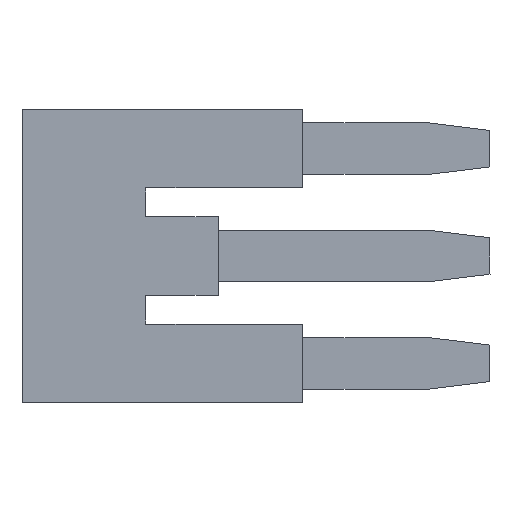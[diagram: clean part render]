
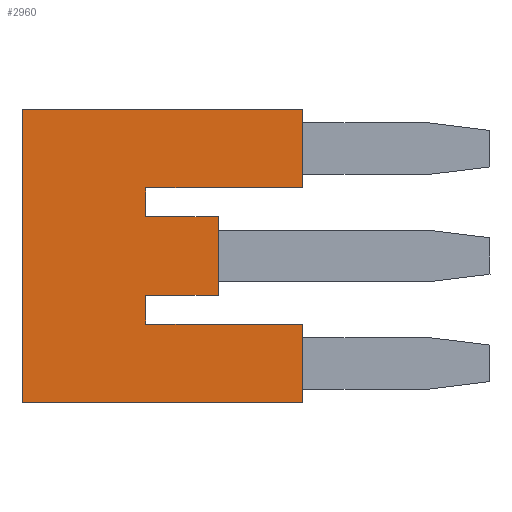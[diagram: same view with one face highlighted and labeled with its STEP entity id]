
A CAD part, left-side view. The second image highlights one B-rep face of the part: STEP entity #2960.
In plain terms, the highlighted planar face has unit normal (-1, 0, 0).
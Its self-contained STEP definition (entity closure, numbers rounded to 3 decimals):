
#120=CARTESIAN_POINT('',(2.607,-18.675,
49.36));
#130=VERTEX_POINT('',#120);
#160=CARTESIAN_POINT('',(2.607,-18.675,0.));
#170=DIRECTION('',(0.,0.,-1.));
#180=VECTOR('',#170,1.);
#190=LINE('',#160,#180);
#200=CARTESIAN_POINT('',(2.607,-18.675,
53.16));
#210=VERTEX_POINT('',#200);
#220=EDGE_CURVE('',#210,#130,#190,.T.);
#860=CARTESIAN_POINT('',(2.607,-22.775,
44.16));
#870=VERTEX_POINT('',#860);
#1020=CARTESIAN_POINT('',(2.607,-9.175,
44.16));
#1030=VERTEX_POINT('',#1020);
#1060=CARTESIAN_POINT('',(2.607,-12.305,44.16))
;
#1070=DIRECTION('',(0.,-1.,0.));
#1080=VECTOR('',#1070,1.);
#1090=LINE('',#1060,#1080);
#1100=EDGE_CURVE('',#1030,#870,#1090,.T.);
#1340=CARTESIAN_POINT('',(2.607,-15.175,
47.96));
#1350=VERTEX_POINT('',#1340);
#1380=CARTESIAN_POINT('',(2.607,-15.175,47.075))
;
#1390=DIRECTION('',(0.,0.,1.));
#1400=VECTOR('',#1390,1.);
#1410=LINE('',#1380,#1400);
#1420=CARTESIAN_POINT('',(2.607,-15.175,
49.36));
#1430=VERTEX_POINT('',#1420);
#1440=EDGE_CURVE('',#1350,#1430,#1410,.T.);
#1660=CARTESIAN_POINT('',(2.607,-22.775,
54.56));
#1670=VERTEX_POINT('',#1660);
#1700=CARTESIAN_POINT('',(2.607,-22.775,0.));
#1710=DIRECTION('',(0.,0.,-1.));
#1720=VECTOR('',#1710,1.);
#1730=LINE('',#1700,#1720);
#1740=CARTESIAN_POINT('',(2.607,-22.775,
58.36));
#1750=VERTEX_POINT('',#1740);
#1760=EDGE_CURVE('',#1750,#1670,#1730,.T.);
#2290=CARTESIAN_POINT('',(2.607,-10.116,
52.894));
#2300=DIRECTION('',(-1.,0.,0.));
#2310=DIRECTION('',(0.,-1.,0.));
#2320=AXIS2_PLACEMENT_3D('',#2290,#2300,#2310);
#2330=PLANE('',#2320);
#2340=CARTESIAN_POINT('',(2.607,-22.775,0.));
#2350=DIRECTION('',(0.,0.,-1.));
#2360=VECTOR('',#2350,1.);
#2370=LINE('',#2340,#2360);
#2380=CARTESIAN_POINT('',(2.607,-22.775,
47.96));
#2390=VERTEX_POINT('',#2380);
#2400=EDGE_CURVE('',#2390,#870,#2370,.T.);
#2410=ORIENTED_EDGE('',*,*,#2400,.F.);
#2420=ORIENTED_EDGE('',*,*,#1100,.T.);
#2430=CARTESIAN_POINT('',(2.607,-9.175,0.));
#2440=DIRECTION('',(0.,0.,1.));
#2450=VECTOR('',#2440,1.);
#2460=LINE('',#2430,#2450);
#2470=CARTESIAN_POINT('',(2.607,-9.175,
58.36));
#2480=VERTEX_POINT('',#2470);
#2490=EDGE_CURVE('',#1030,#2480,#2460,.T.);
#2500=ORIENTED_EDGE('',*,*,#2490,.F.);
#2510=CARTESIAN_POINT('',(2.607,-12.305,58.36))
;
#2520=DIRECTION('',(0.,1.,0.));
#2530=VECTOR('',#2520,1.);
#2540=LINE('',#2510,#2530);
#2550=EDGE_CURVE('',#1750,#2480,#2540,.T.);
#2560=ORIENTED_EDGE('',*,*,#2550,.T.);
#2570=ORIENTED_EDGE('',*,*,#1760,.F.);
#2580=CARTESIAN_POINT('',(2.607,-12.305,54.56))
;
#2590=DIRECTION('',(0.,-1.,0.));
#2600=VECTOR('',#2590,1.);
#2610=LINE('',#2580,#2600);
#2620=CARTESIAN_POINT('',(2.607,-15.175,
54.56));
#2630=VERTEX_POINT('',#2620);
#2640=EDGE_CURVE('',#2630,#1670,#2610,.T.);
#2650=ORIENTED_EDGE('',*,*,#2640,.T.);
#2660=CARTESIAN_POINT('',(2.607,-15.175,47.075))
;
#2670=DIRECTION('',(0.,0.,1.));
#2680=VECTOR('',#2670,1.);
#2690=LINE('',#2660,#2680);
#2700=CARTESIAN_POINT('',(2.607,-15.175,
53.16));
#2710=VERTEX_POINT('',#2700);
#2720=EDGE_CURVE('',#2710,#2630,#2690,.T.);
#2730=ORIENTED_EDGE('',*,*,#2720,.T.);
#2740=CARTESIAN_POINT('',(2.607,0.,53.16));
#2750=DIRECTION('',(0.,-1.,0.));
#2760=VECTOR('',#2750,1.);
#2770=LINE('',#2740,#2760);
#2780=EDGE_CURVE('',#2710,#210,#2770,.T.);
#2790=ORIENTED_EDGE('',*,*,#2780,.F.);
#2800=ORIENTED_EDGE('',*,*,#220,.F.);
#2810=CARTESIAN_POINT('',(2.607,-12.305,49.36))
;
#2820=DIRECTION('',(0.,-1.,0.));
#2830=VECTOR('',#2820,1.);
#2840=LINE('',#2810,#2830);
#2850=EDGE_CURVE('',#1430,#130,#2840,.T.);
#2860=ORIENTED_EDGE('',*,*,#2850,.T.);
#2870=ORIENTED_EDGE('',*,*,#1440,.T.);
#2880=CARTESIAN_POINT('',(2.607,-12.305,47.96))
;
#2890=DIRECTION('',(0.,1.,0.));
#2900=VECTOR('',#2890,1.);
#2910=LINE('',#2880,#2900);
#2920=EDGE_CURVE('',#2390,#1350,#2910,.T.);
#2930=ORIENTED_EDGE('',*,*,#2920,.T.);
#2940=EDGE_LOOP('',(#2930,#2870,#2860,#2800,#2790,#2730,#2650,#2570,
#2560,#2500,#2420,#2410));
#2950=FACE_OUTER_BOUND('',#2940,.T.);
#2960=ADVANCED_FACE('',(#2950),#2330,.T.);
